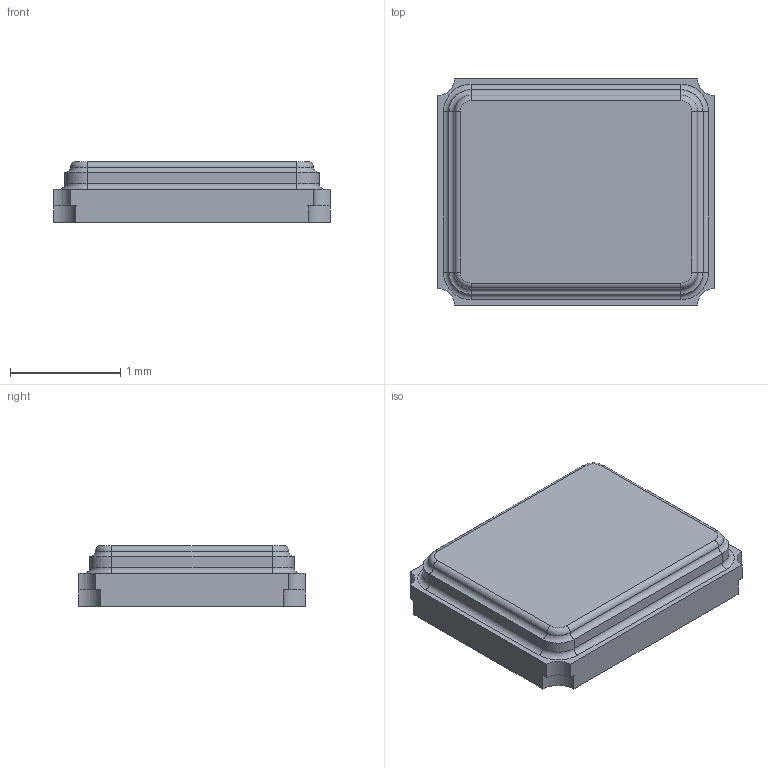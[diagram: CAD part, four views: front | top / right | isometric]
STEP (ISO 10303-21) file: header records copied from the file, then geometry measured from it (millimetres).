
FILE_DESCRIPTION (( 'STEP AP214' ), '1' );
FILE_NAME ('CRYSTAL-SMD_4P-L2.5-W2.0-BL-A.STEP', '2021-12-15T01:22:33', ( '微软用户' ), ( '微软中国' ), 'SwSTEP 2.0', 'SolidWorks 2017', '' );
FILE_SCHEMA (( 'AUTOMOTIVE_DESIGN' ));
Length unit declared in the file: millimetre
Products named in the file (1): CRYSTAL-SMD_4P-L2.5-W2.0-BL-A
Bounding box: 2.5 x 2.05 x 0.55 mm (x, y, z)
Volume: 2.5 mm3; surface area: 14.7 mm2
Topology: 1 solids, 1 shells, 147 faces, 387 edges, 250 vertices
Faces by surface type: plane 93, cylinder 28, bspline 14, torus 12
Entity records: 6201 total; most frequent: CARTESIAN_POINT 1583, ORIENTED_EDGE 774, DIRECTION 695, EDGE_CURVE 387, LINE 291, VECTOR 291, VERTEX_POINT 250, AXIS2_PLACEMENT_3D 202
